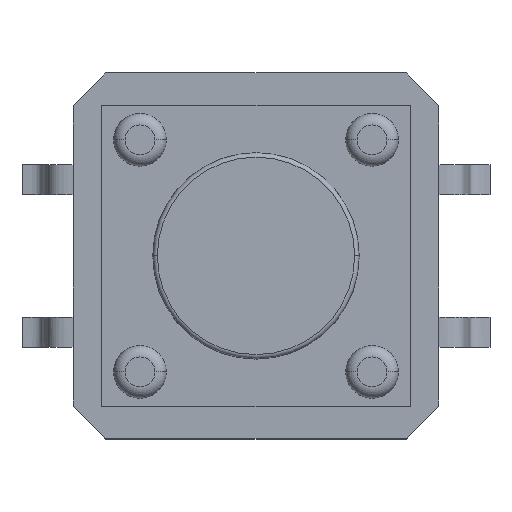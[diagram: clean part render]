
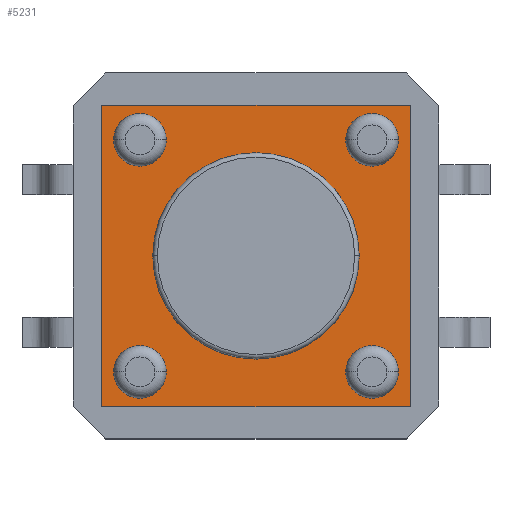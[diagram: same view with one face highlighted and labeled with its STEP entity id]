
A CAD part, top view. The second image highlights one B-rep face of the part: STEP entity #5231.
In plain terms, the highlighted planar face has unit normal (0, 0, 1).
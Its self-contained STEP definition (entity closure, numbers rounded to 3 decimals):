
#22 = EDGE_CURVE ( 'NONE', #7211, #8124, #3561, .T. ) ;
#97 = VECTOR ( 'NONE', #6809, 1000. ) ;
#257 = CARTESIAN_POINT ( 'NONE',  ( 5.06, 4.947, 3.632 ) ) ;
#314 = DIRECTION ( 'NONE',  ( 0., 0., 1. ) ) ;
#381 = EDGE_LOOP ( 'NONE', ( #2753, #1633 ) ) ;
#428 = VERTEX_POINT ( 'NONE', #4621 ) ;
#505 = AXIS2_PLACEMENT_3D ( 'NONE', #4547, #5913, #7258 ) ;
#542 = LINE ( 'NONE', #990, #2299 ) ;
#678 = CIRCLE ( 'NONE', #5660, 3.39 ) ;
#697 = EDGE_CURVE ( 'NONE', #9108, #6367, #6423, .T. ) ;
#717 = CARTESIAN_POINT ( 'NONE',  ( 0., 0., 3.632 ) ) ;
#735 = VERTEX_POINT ( 'NONE', #7283 ) ;
#736 = AXIS2_PLACEMENT_3D ( 'NONE', #8464, #5693, #5637 ) ;
#887 = CIRCLE ( 'NONE', #8350, 0.863 ) ;
#990 = CARTESIAN_POINT ( 'NONE',  ( -5.06, -4.947, 3.632 ) ) ;
#1073 = CARTESIAN_POINT ( 'NONE',  ( -3.81, -3.81, 3.632 ) ) ;
#1175 = LINE ( 'NONE', #257, #2623 ) ;
#1216 = FACE_OUTER_BOUND ( 'NONE', #9117, .T. ) ;
#1226 = VERTEX_POINT ( 'NONE', #6332 ) ;
#1234 = CARTESIAN_POINT ( 'NONE',  ( 3.81, -3.81, 3.632 ) ) ;
#1241 = EDGE_CURVE ( 'NONE', #8796, #7466, #678, .T. ) ;
#1352 = DIRECTION ( 'NONE',  ( 0., 0., -1. ) ) ;
#1387 = DIRECTION ( 'NONE',  ( -1., 0., 0. ) ) ;
#1424 = AXIS2_PLACEMENT_3D ( 'NONE', #1682, #6616, #4529 ) ;
#1427 = FACE_BOUND ( 'NONE', #7294, .T. ) ;
#1629 = ORIENTED_EDGE ( 'NONE', *, *, #697, .F. ) ;
#1633 = ORIENTED_EDGE ( 'NONE', *, *, #3364, .F. ) ;
#1660 = VECTOR ( 'NONE', #2971, 1000. ) ;
#1682 = CARTESIAN_POINT ( 'NONE',  ( -3.81, 3.81, 3.632 ) ) ;
#1882 = CIRCLE ( 'NONE', #2917, 3.39 ) ;
#2016 = VERTEX_POINT ( 'NONE', #4889 ) ;
#2078 = DIRECTION ( 'NONE',  ( 0., -1., 0. ) ) ;
#2291 = EDGE_LOOP ( 'NONE', ( #8929, #4196 ) ) ;
#2299 = VECTOR ( 'NONE', #3129, 1000. ) ;
#2310 = CIRCLE ( 'NONE', #1424, 0.863 ) ;
#2440 = CARTESIAN_POINT ( 'NONE',  ( -2.947, 3.81, 3.632 ) ) ;
#2534 = EDGE_LOOP ( 'NONE', ( #1629, #5596 ) ) ;
#2565 = DIRECTION ( 'NONE',  ( 0., 0., 1. ) ) ;
#2615 = CIRCLE ( 'NONE', #4893, 0.863 ) ;
#2623 = VECTOR ( 'NONE', #8055, 1000. ) ;
#2679 = EDGE_CURVE ( 'NONE', #7479, #3847, #887, .T. ) ;
#2753 = ORIENTED_EDGE ( 'NONE', *, *, #8287, .F. ) ;
#2917 = AXIS2_PLACEMENT_3D ( 'NONE', #4190, #1352, #4907 ) ;
#2971 = DIRECTION ( 'NONE',  ( 1., 0., 0. ) ) ;
#3109 = FACE_BOUND ( 'NONE', #381, .T. ) ;
#3129 = DIRECTION ( 'NONE',  ( 0., 1., 0. ) ) ;
#3220 = CARTESIAN_POINT ( 'NONE',  ( 3.39, 0., 3.632 ) ) ;
#3295 = DIRECTION ( 'NONE',  ( -1., 0., 0. ) ) ;
#3364 = EDGE_CURVE ( 'NONE', #4076, #428, #3425, .T. ) ;
#3402 = EDGE_CURVE ( 'NONE', #9006, #1226, #6272, .T. ) ;
#3425 = CIRCLE ( 'NONE', #4594, 0.863 ) ;
#3543 = DIRECTION ( 'NONE',  ( 0., 0., -1. ) ) ;
#3561 = LINE ( 'NONE', #4331, #1660 ) ;
#3847 = VERTEX_POINT ( 'NONE', #6035 ) ;
#3960 = DIRECTION ( 'NONE',  ( 0., 0., 1. ) ) ;
#3965 = CARTESIAN_POINT ( 'NONE',  ( -4.673, -3.81, 3.632 ) ) ;
#4049 = EDGE_CURVE ( 'NONE', #2016, #735, #4843, .T. ) ;
#4076 = VERTEX_POINT ( 'NONE', #6103 ) ;
#4190 = CARTESIAN_POINT ( 'NONE',  ( 0., 0., 3.632 ) ) ;
#4196 = ORIENTED_EDGE ( 'NONE', *, *, #8086, .F. ) ;
#4214 = DIRECTION ( 'NONE',  ( 0., 0., -1. ) ) ;
#4235 = ORIENTED_EDGE ( 'NONE', *, *, #1241, .T. ) ;
#4277 = CARTESIAN_POINT ( 'NONE',  ( 5.06, 4.947, 3.632 ) ) ;
#4325 = EDGE_CURVE ( 'NONE', #8124, #2016, #1175, .T. ) ;
#4331 = CARTESIAN_POINT ( 'NONE',  ( -5.06, 4.947, 3.632 ) ) ;
#4424 = AXIS2_PLACEMENT_3D ( 'NONE', #4595, #314, #8862 ) ;
#4438 = CARTESIAN_POINT ( 'NONE',  ( -5.06, 4.947, 3.632 ) ) ;
#4529 = DIRECTION ( 'NONE',  ( -1., 0., 0. ) ) ;
#4547 = CARTESIAN_POINT ( 'NONE',  ( -3.81, 3.81, 3.632 ) ) ;
#4594 = AXIS2_PLACEMENT_3D ( 'NONE', #8135, #2565, #6107 ) ;
#4595 = CARTESIAN_POINT ( 'NONE',  ( 3.81, 3.81, 3.632 ) ) ;
#4621 = CARTESIAN_POINT ( 'NONE',  ( 2.947, 3.81, 3.632 ) ) ;
#4730 = CARTESIAN_POINT ( 'NONE',  ( 5.06, -4.947, 3.632 ) ) ;
#4843 = LINE ( 'NONE', #4730, #97 ) ;
#4889 = CARTESIAN_POINT ( 'NONE',  ( 5.06, -4.947, 3.632 ) ) ;
#4893 = AXIS2_PLACEMENT_3D ( 'NONE', #1234, #7495, #3295 ) ;
#4907 = DIRECTION ( 'NONE',  ( -1., 0., 0. ) ) ;
#4995 = FACE_BOUND ( 'NONE', #2534, .T. ) ;
#5072 = ORIENTED_EDGE ( 'NONE', *, *, #8437, .F. ) ;
#5203 = FACE_BOUND ( 'NONE', #7788, .T. ) ;
#5210 = EDGE_CURVE ( 'NONE', #7466, #8796, #1882, .T. ) ;
#5231 = ADVANCED_FACE ( 'NONE', ( #5203, #1427, #6857, #4995, #3109, #1216 ), #5564, .F. ) ;
#5372 = CIRCLE ( 'NONE', #736, 0.863 ) ;
#5462 = ORIENTED_EDGE ( 'NONE', *, *, #5210, .T. ) ;
#5564 = PLANE ( 'NONE',  #5922 ) ;
#5596 = ORIENTED_EDGE ( 'NONE', *, *, #6383, .F. ) ;
#5637 = DIRECTION ( 'NONE',  ( -1., 0., 0. ) ) ;
#5660 = AXIS2_PLACEMENT_3D ( 'NONE', #8424, #4214, #1387 ) ;
#5693 = DIRECTION ( 'NONE',  ( 0., 0., 1. ) ) ;
#5913 = DIRECTION ( 'NONE',  ( 0., 0., 1. ) ) ;
#5922 = AXIS2_PLACEMENT_3D ( 'NONE', #717, #3543, #2078 ) ;
#5953 = DIRECTION ( 'NONE',  ( -1., 0., 0. ) ) ;
#6035 = CARTESIAN_POINT ( 'NONE',  ( 2.947, -3.81, 3.632 ) ) ;
#6084 = CARTESIAN_POINT ( 'NONE',  ( 4.673, -3.81, 3.632 ) ) ;
#6103 = CARTESIAN_POINT ( 'NONE',  ( 4.673, 3.81, 3.632 ) ) ;
#6107 = DIRECTION ( 'NONE',  ( -1., 0., 0. ) ) ;
#6272 = CIRCLE ( 'NONE', #8538, 0.863 ) ;
#6332 = CARTESIAN_POINT ( 'NONE',  ( -2.947, -3.81, 3.632 ) ) ;
#6367 = VERTEX_POINT ( 'NONE', #2440 ) ;
#6383 = EDGE_CURVE ( 'NONE', #6367, #9108, #2310, .T. ) ;
#6423 = CIRCLE ( 'NONE', #505, 0.863 ) ;
#6616 = DIRECTION ( 'NONE',  ( 0., 0., 1. ) ) ;
#6658 = ORIENTED_EDGE ( 'NONE', *, *, #2679, .F. ) ;
#6767 = ORIENTED_EDGE ( 'NONE', *, *, #22, .F. ) ;
#6785 = CARTESIAN_POINT ( 'NONE',  ( 3.81, -3.81, 3.632 ) ) ;
#6809 = DIRECTION ( 'NONE',  ( -1., 0., 0. ) ) ;
#6816 = DIRECTION ( 'NONE',  ( -1., 0., 0. ) ) ;
#6857 = FACE_BOUND ( 'NONE', #2291, .T. ) ;
#6882 = ORIENTED_EDGE ( 'NONE', *, *, #4049, .F. ) ;
#6925 = EDGE_CURVE ( 'NONE', #735, #7211, #542, .T. ) ;
#7145 = ORIENTED_EDGE ( 'NONE', *, *, #4325, .F. ) ;
#7211 = VERTEX_POINT ( 'NONE', #4438 ) ;
#7258 = DIRECTION ( 'NONE',  ( -1., 0., 0. ) ) ;
#7283 = CARTESIAN_POINT ( 'NONE',  ( -5.06, -4.947, 3.632 ) ) ;
#7294 = EDGE_LOOP ( 'NONE', ( #5072, #6658 ) ) ;
#7466 = VERTEX_POINT ( 'NONE', #3220 ) ;
#7479 = VERTEX_POINT ( 'NONE', #6084 ) ;
#7495 = DIRECTION ( 'NONE',  ( 0., 0., 1. ) ) ;
#7788 = EDGE_LOOP ( 'NONE', ( #4235, #5462 ) ) ;
#8047 = CARTESIAN_POINT ( 'NONE',  ( -3.39, 0., 3.632 ) ) ;
#8055 = DIRECTION ( 'NONE',  ( 0., -1., 0. ) ) ;
#8086 = EDGE_CURVE ( 'NONE', #1226, #9006, #5372, .T. ) ;
#8097 = DIRECTION ( 'NONE',  ( 0., 0., 1. ) ) ;
#8124 = VERTEX_POINT ( 'NONE', #4277 ) ;
#8135 = CARTESIAN_POINT ( 'NONE',  ( 3.81, 3.81, 3.632 ) ) ;
#8258 = ORIENTED_EDGE ( 'NONE', *, *, #6925, .F. ) ;
#8287 = EDGE_CURVE ( 'NONE', #428, #4076, #9104, .T. ) ;
#8319 = CARTESIAN_POINT ( 'NONE',  ( -4.673, 3.81, 3.632 ) ) ;
#8350 = AXIS2_PLACEMENT_3D ( 'NONE', #6785, #8097, #5953 ) ;
#8424 = CARTESIAN_POINT ( 'NONE',  ( 0., 0., 3.632 ) ) ;
#8437 = EDGE_CURVE ( 'NONE', #3847, #7479, #2615, .T. ) ;
#8464 = CARTESIAN_POINT ( 'NONE',  ( -3.81, -3.81, 3.632 ) ) ;
#8538 = AXIS2_PLACEMENT_3D ( 'NONE', #1073, #3960, #6816 ) ;
#8796 = VERTEX_POINT ( 'NONE', #8047 ) ;
#8862 = DIRECTION ( 'NONE',  ( -1., 0., 0. ) ) ;
#8929 = ORIENTED_EDGE ( 'NONE', *, *, #3402, .F. ) ;
#9006 = VERTEX_POINT ( 'NONE', #3965 ) ;
#9104 = CIRCLE ( 'NONE', #4424, 0.863 ) ;
#9108 = VERTEX_POINT ( 'NONE', #8319 ) ;
#9117 = EDGE_LOOP ( 'NONE', ( #8258, #6882, #7145, #6767 ) ) ;
